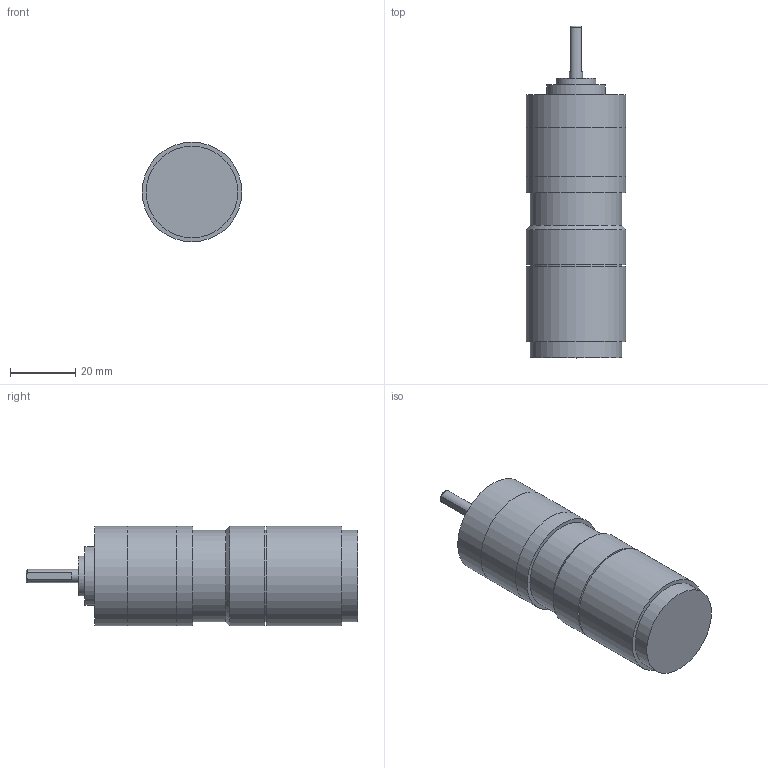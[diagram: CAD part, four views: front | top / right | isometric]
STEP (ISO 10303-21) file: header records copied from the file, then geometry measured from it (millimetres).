
FILE_DESCRIPTION(/* description */ (''),/* implementation_level */ '2;1');
FILE_NAME(/* name */ 'Matrix_14-0001.ipt.stp',/* time_stamp */ '2014-12-18T17:44:22-08:00',/* author */ ('Autodesk Inc.'),/* organization */ ('Autodesk Inc.'),/* preprocessor_version */ 'ST-DEVELOPER v15.6',/* originating_system */ 'Autodesk Inventor 2015',/* authorisation */ '');
FILE_SCHEMA (('AUTOMOTIVE_DESIGN { 1 0 10303 214 3 1 1 }'));
Length unit declared in the file: millimetre
Products named in the file (1): Matrix_14-0001
Bounding box: 30.5 x 101.5 x 30.5 mm (x, y, z)
Volume: 58146.9 mm3; surface area: 9882.3 mm2
Topology: 1 solids, 1 shells, 26 faces, 48 edges, 31 vertices
Faces by surface type: plane 13, cylinder 11, torus 1, cone 1
Full cylindrical faces by diameter (mm): 4 x1, 12.118 x1, 18 x1, 28 x3, 30.5 x5
Entity records: 665 total; most frequent: CARTESIAN_POINT 121, DIRECTION 108, ORIENTED_EDGE 64, AXIS2_PLACEMENT_3D 51, EDGE_LOOP 46, EDGE_CURVE 32, VERTEX_POINT 28, FACE_OUTER_BOUND 26
